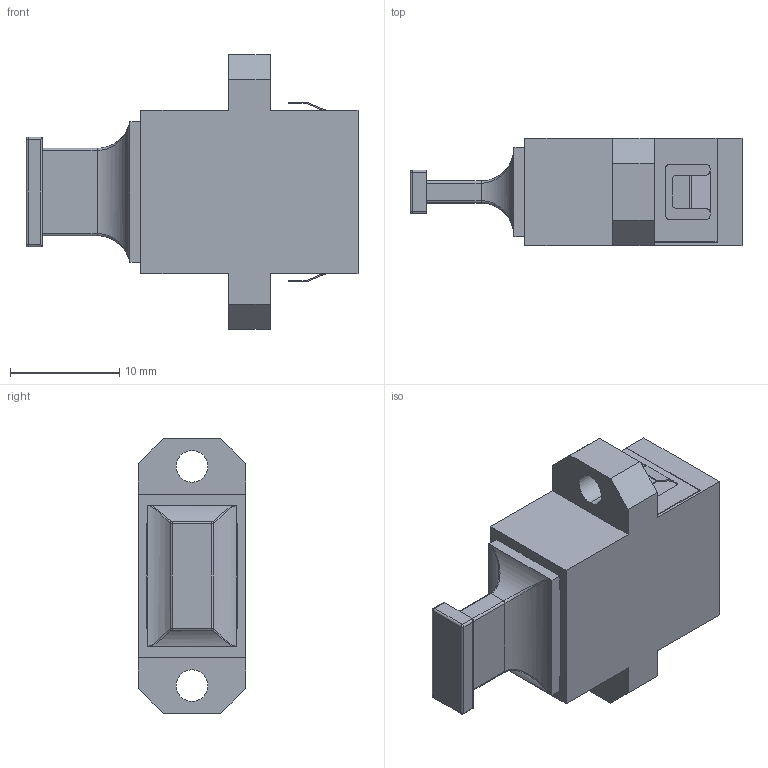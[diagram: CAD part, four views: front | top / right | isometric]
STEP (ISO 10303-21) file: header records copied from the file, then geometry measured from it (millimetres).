
FILE_DESCRIPTION (( 'STEP AP214' ), '1' );
FILE_NAME ('FOA-990A_3D.STEP', '2020-07-17T22:10:53', ( '' ), ( '' ), 'SwSTEP 2.0', 'SolidWorks 2018', '' );
FILE_SCHEMA (( 'AUTOMOTIVE_DESIGN' ));
Length unit declared in the file: inch
Products named in the file (4): FOA-990A_3D; FOA-991A-MA1; DSTCP-MTP-FOA_update 2011; FOA-992B_WITH CHAMFERS
Assembly tree (4 placements, depth 2):
  FOA-990A_3D
    FOA-992B_WITH CHAMFERS
    FOA-991A-MA1  x2
    DSTCP-MTP-FOA_update 2011
Bounding box: 30.36 x 9.8 x 25.15 mm (x, y, z)
Volume: 2615.8 mm3; surface area: 4478.1 mm2
Topology: 4 solids, 5 shells, 273 faces, 732 edges, 472 vertices
Faces by surface type: plane 189, cylinder 72, torus 4, sphere 4, bspline 4
Entity records: 8077 total; most frequent: CARTESIAN_POINT 1715, ORIENTED_EDGE 1192, DIRECTION 1130, EDGE_CURVE 596, VECTOR 448, LINE 448, VERTEX_POINT 384, AXIS2_PLACEMENT_3D 341
